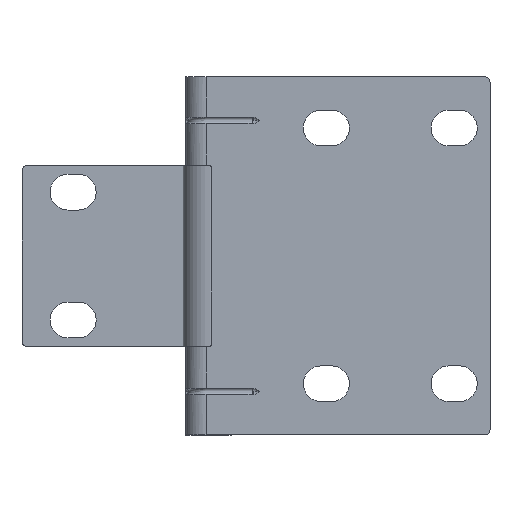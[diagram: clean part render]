
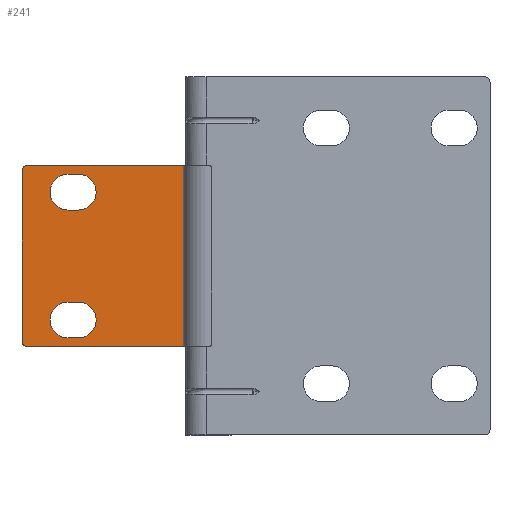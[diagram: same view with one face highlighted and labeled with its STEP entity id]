
A CAD part, top view. The second image highlights one B-rep face of the part: STEP entity #241.
In plain terms, the highlighted planar face has unit normal (0, 0, 1).
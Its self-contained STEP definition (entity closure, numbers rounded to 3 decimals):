
#23=FACE_BOUND('',#450,.T.);
#24=FACE_BOUND('',#451,.T.);
#107=B_SPLINE_CURVE_WITH_KNOTS('',1,(#4567,#4568),.UNSPECIFIED.,.F.,.F.,
(2,2),(2.5,38.),.UNSPECIFIED.);
#108=B_SPLINE_CURVE_WITH_KNOTS('',1,(#4569,#4570),.UNSPECIFIED.,.F.,.F.,
(2,2),(1.,34.4),.UNSPECIFIED.);
#109=B_SPLINE_CURVE_WITH_KNOTS('',1,(#4571,#4572),.UNSPECIFIED.,.F.,.F.,
(2,2),(2.5,38.),.UNSPECIFIED.);
#118=B_SPLINE_CURVE_WITH_KNOTS('',1,(#4600,#4601),.UNSPECIFIED.,.F.,.F.,
(2,2),(-30.,-28.),.UNSPECIFIED.);
#119=B_SPLINE_CURVE_WITH_KNOTS('',1,(#4605,#4606),.UNSPECIFIED.,.F.,.F.,
(2,2),(28.,30.),.UNSPECIFIED.);
#123=B_SPLINE_CURVE_WITH_KNOTS('',1,(#4625,#4626),.UNSPECIFIED.,.F.,.F.,
(2,2),(-9.498,-7.498),.UNSPECIFIED.);
#124=B_SPLINE_CURVE_WITH_KNOTS('',1,(#4630,#4631),.UNSPECIFIED.,.F.,.F.,
(2,2),(3.498,5.498),.UNSPECIFIED.);
#241=ADVANCED_FACE('',(#341,#23,#24),#1787,.T.);
#341=FACE_OUTER_BOUND('',#449,.T.);
#449=EDGE_LOOP('',(#916,#917,#918,#919,#920,#921));
#450=EDGE_LOOP('',(#922,#923,#924,#925));
#451=EDGE_LOOP('',(#926,#927,#928,#929));
#916=ORIENTED_EDGE('',*,*,#1245,.F.);
#917=ORIENTED_EDGE('',*,*,#1240,.F.);
#918=ORIENTED_EDGE('',*,*,#1243,.T.);
#919=ORIENTED_EDGE('',*,*,#1283,.T.);
#920=ORIENTED_EDGE('',*,*,#1244,.T.);
#921=ORIENTED_EDGE('',*,*,#1285,.T.);
#922=ORIENTED_EDGE('',*,*,#1257,.T.);
#923=ORIENTED_EDGE('',*,*,#1258,.T.);
#924=ORIENTED_EDGE('',*,*,#1259,.T.);
#925=ORIENTED_EDGE('',*,*,#1260,.T.);
#926=ORIENTED_EDGE('',*,*,#1269,.T.);
#927=ORIENTED_EDGE('',*,*,#1270,.T.);
#928=ORIENTED_EDGE('',*,*,#1271,.T.);
#929=ORIENTED_EDGE('',*,*,#1272,.T.);
#1240=EDGE_CURVE('',#1730,#1731,#1330,.T.);
#1243=EDGE_CURVE('',#1730,#1753,#107,.T.);
#1244=EDGE_CURVE('',#1755,#1754,#108,.T.);
#1245=EDGE_CURVE('',#1731,#1756,#109,.T.);
#1257=EDGE_CURVE('',#1737,#1738,#1449,.T.);
#1258=EDGE_CURVE('',#1738,#1739,#118,.T.);
#1259=EDGE_CURVE('',#1739,#1740,#1450,.T.);
#1260=EDGE_CURVE('',#1740,#1737,#119,.T.);
#1269=EDGE_CURVE('',#1745,#1746,#123,.T.);
#1270=EDGE_CURVE('',#1746,#1747,#1453,.T.);
#1271=EDGE_CURVE('',#1747,#1748,#124,.T.);
#1272=EDGE_CURVE('',#1748,#1745,#1454,.T.);
#1283=EDGE_CURVE('',#1753,#1755,#1457,.T.);
#1285=EDGE_CURVE('',#1754,#1756,#1459,.T.);
#1330=(
BOUNDED_CURVE()
B_SPLINE_CURVE(1,(#4560,#4561),.UNSPECIFIED.,.F.,.F.)
B_SPLINE_CURVE_WITH_KNOTS((2,2),(0.,35.4),.UNSPECIFIED.)
CURVE()
GEOMETRIC_REPRESENTATION_ITEM()
RATIONAL_B_SPLINE_CURVE((1.,1.))
REPRESENTATION_ITEM('')
);
#1449=TRIMMED_CURVE($,#1573,(#4598),(#4599),.T.,.CARTESIAN.);
#1450=TRIMMED_CURVE($,#1574,(#4603),(#4604),.T.,.CARTESIAN.);
#1453=TRIMMED_CURVE($,#1577,(#4628),(#4629),.T.,.CARTESIAN.);
#1454=TRIMMED_CURVE($,#1578,(#4633),(#4634),.T.,.CARTESIAN.);
#1457=TRIMMED_CURVE($,#1581,(#4658),(#4659),.T.,.CARTESIAN.);
#1459=TRIMMED_CURVE($,#1583,(#4664),(#4665),.T.,.CARTESIAN.);
#1573=CIRCLE('',#2113,3.5);
#1574=CIRCLE('',#2114,3.5);
#1577=CIRCLE('',#2117,3.5);
#1578=CIRCLE('',#2118,3.5);
#1581=CIRCLE('',#2121,1.);
#1583=CIRCLE('',#2123,1.);
#1730=VERTEX_POINT('',#4526);
#1731=VERTEX_POINT('',#4527);
#1737=VERTEX_POINT('',#4533);
#1738=VERTEX_POINT('',#4534);
#1739=VERTEX_POINT('',#4535);
#1740=VERTEX_POINT('',#4536);
#1745=VERTEX_POINT('',#4541);
#1746=VERTEX_POINT('',#4542);
#1747=VERTEX_POINT('',#4543);
#1748=VERTEX_POINT('',#4544);
#1753=VERTEX_POINT('',#4549);
#1754=VERTEX_POINT('',#4550);
#1755=VERTEX_POINT('',#4551);
#1756=VERTEX_POINT('',#4552);
#1787=PLANE('',#2092);
#2092=AXIS2_PLACEMENT_3D('',#4508,#2404,$);
#2113=AXIS2_PLACEMENT_3D($,#4597,#2429,#2430);
#2114=AXIS2_PLACEMENT_3D($,#4602,#2431,#2432);
#2117=AXIS2_PLACEMENT_3D($,#4627,#2437,#2438);
#2118=AXIS2_PLACEMENT_3D($,#4632,#2439,#2440);
#2121=AXIS2_PLACEMENT_3D($,#4657,#2445,#2446);
#2123=AXIS2_PLACEMENT_3D($,#4663,#2449,#2450);
#2404=DIRECTION('',(0.,0.,1.));
#2429=DIRECTION('',(0.,0.,-1.));
#2430=DIRECTION('',(0.,-1.,0.));
#2431=DIRECTION('',(0.,0.,-1.));
#2432=DIRECTION('',(0.,1.,0.));
#2437=DIRECTION('',(0.,0.,-1.));
#2438=DIRECTION('',(0.,1.,0.));
#2439=DIRECTION('',(0.,0.,-1.));
#2440=DIRECTION('',(0.,-1.,0.));
#2445=DIRECTION('',(0.,0.,1.));
#2446=DIRECTION('',(0.,1.,0.));
#2449=DIRECTION('',(0.,0.,1.));
#2450=DIRECTION('',(-1.,0.,0.));
#4508=CARTESIAN_POINT('',(-42.965,17.7,-15.01));
#4526=CARTESIAN_POINT('',(-42.965,17.7,-15.01));
#4527=CARTESIAN_POINT('',(-42.965,-17.7,-15.01));
#4533=CARTESIAN_POINT('',(-70.465,9.,-15.01));
#4534=CARTESIAN_POINT('',(-70.465,16.,-15.01));
#4535=CARTESIAN_POINT('',(-68.465,16.,-15.01));
#4536=CARTESIAN_POINT('',(-68.465,9.,-15.01));
#4541=CARTESIAN_POINT('',(-70.465,-9.,-15.01));
#4542=CARTESIAN_POINT('',(-68.465,-9.,-15.01));
#4543=CARTESIAN_POINT('',(-68.465,-16.,-15.01));
#4544=CARTESIAN_POINT('',(-70.465,-16.,-15.01));
#4549=CARTESIAN_POINT('',(-78.465,17.7,-15.01));
#4550=CARTESIAN_POINT('',(-79.465,-16.7,-15.01));
#4551=CARTESIAN_POINT('',(-79.465,16.7,-15.01));
#4552=CARTESIAN_POINT('',(-78.465,-17.7,-15.01));
#4560=CARTESIAN_POINT('',(-42.965,17.7,-15.01));
#4561=CARTESIAN_POINT('',(-42.965,-17.7,-15.01));
#4567=CARTESIAN_POINT('',(-42.965,17.7,-15.01));
#4568=CARTESIAN_POINT('',(-78.465,17.7,-15.01));
#4569=CARTESIAN_POINT('',(-79.465,16.7,-15.01));
#4570=CARTESIAN_POINT('',(-79.465,-16.7,-15.01));
#4571=CARTESIAN_POINT('',(-42.965,-17.7,-15.01));
#4572=CARTESIAN_POINT('',(-78.465,-17.7,-15.01));
#4597=CARTESIAN_POINT('',(-70.465,12.5,-15.01));
#4598=CARTESIAN_POINT('',(-70.465,9.,-15.01));
#4599=CARTESIAN_POINT('',(-70.465,16.,-15.01));
#4600=CARTESIAN_POINT('',(-70.465,16.,-15.01));
#4601=CARTESIAN_POINT('',(-68.465,16.,-15.01));
#4602=CARTESIAN_POINT('',(-68.465,12.5,-15.01));
#4603=CARTESIAN_POINT('',(-68.465,16.,-15.01));
#4604=CARTESIAN_POINT('',(-68.465,9.,-15.01));
#4605=CARTESIAN_POINT('',(-68.465,9.,-15.01));
#4606=CARTESIAN_POINT('',(-70.465,9.,-15.01));
#4625=CARTESIAN_POINT('',(-70.465,-9.,-15.01));
#4626=CARTESIAN_POINT('',(-68.465,-9.,-15.01));
#4627=CARTESIAN_POINT('',(-68.465,-12.5,-15.01));
#4628=CARTESIAN_POINT('',(-68.465,-9.,-15.01));
#4629=CARTESIAN_POINT('',(-68.465,-16.,-15.01));
#4630=CARTESIAN_POINT('',(-68.465,-16.,-15.01));
#4631=CARTESIAN_POINT('',(-70.465,-16.,-15.01));
#4632=CARTESIAN_POINT('',(-70.465,-12.5,-15.01));
#4633=CARTESIAN_POINT('',(-70.465,-16.,-15.01));
#4634=CARTESIAN_POINT('',(-70.465,-9.,-15.01));
#4657=CARTESIAN_POINT('',(-78.465,16.7,-15.01));
#4658=CARTESIAN_POINT('',(-78.465,17.7,-15.01));
#4659=CARTESIAN_POINT('',(-79.465,16.7,-15.01));
#4663=CARTESIAN_POINT('',(-78.465,-16.7,-15.01));
#4664=CARTESIAN_POINT('',(-79.465,-16.7,-15.01));
#4665=CARTESIAN_POINT('',(-78.465,-17.7,-15.01));
